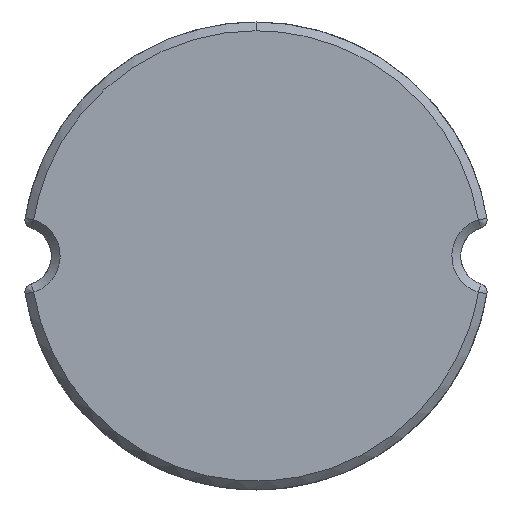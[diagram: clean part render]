
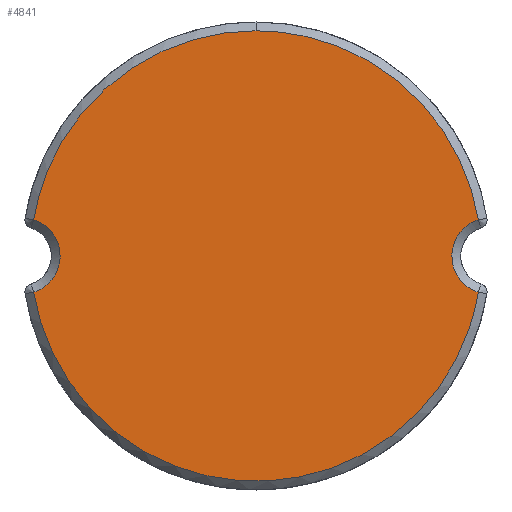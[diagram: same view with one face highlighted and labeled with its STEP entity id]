
A CAD part, front view. The second image highlights one B-rep face of the part: STEP entity #4841.
In plain terms, the highlighted free-form (B-spline) face has degree [1, 1] with [2, 2] control points.
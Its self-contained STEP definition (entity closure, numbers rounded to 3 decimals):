
#3635 = EDGE_CURVE('',#3636,#3638,#3640,.T.);
#3636 = VERTEX_POINT('',#3637);
#3637 = CARTESIAN_POINT('',(0.,-5.031,5.534));
#3638 = VERTEX_POINT('',#3639);
#3639 = CARTESIAN_POINT('',(-5.461,-5.031,
    0.891));
#3640 = ( BOUNDED_CURVE() B_SPLINE_CURVE(2,(#3641,#3642,#3643),
.UNSPECIFIED.,.F.,.F.) B_SPLINE_CURVE_WITH_KNOTS((3,3),(0.,
1.409),.PIECEWISE_BEZIER_KNOTS.) CURVE() 
GEOMETRIC_REPRESENTATION_ITEM() RATIONAL_B_SPLINE_CURVE((1.,
0.762,1.)) REPRESENTATION_ITEM('') );
#3641 = CARTESIAN_POINT('',(0.,-5.031,5.534));
#3642 = CARTESIAN_POINT('',(-4.704,-5.031,
    5.534));
#3643 = CARTESIAN_POINT('',(-5.461,-5.031,
    0.891));
#4841 = ADVANCED_FACE('',(#4842),#4877,.F.);
#4842 = FACE_BOUND('',#4843,.T.);
#4843 = EDGE_LOOP('',(#4844,#4852,#4862,#4870,#4876));
#4844 = ORIENTED_EDGE('',*,*,#4845,.T.);
#4845 = EDGE_CURVE('',#3638,#4846,#4848,.T.);
#4846 = VERTEX_POINT('',#4847);
#4847 = CARTESIAN_POINT('',(-5.461,-5.031,
    -0.891));
#4848 = ( BOUNDED_CURVE() B_SPLINE_CURVE(2,(#4849,#4850,#4851),
.UNSPECIFIED.,.F.,.F.) B_SPLINE_CURVE_WITH_KNOTS((3,3),(0.312,
2.829),.PIECEWISE_BEZIER_KNOTS.) CURVE() 
GEOMETRIC_REPRESENTATION_ITEM() RATIONAL_B_SPLINE_CURVE((1.,
0.307,1.)) REPRESENTATION_ITEM('') );
#4849 = CARTESIAN_POINT('',(-5.461,-5.031,
    0.891));
#4850 = CARTESIAN_POINT('',(-2.701,-5.031,
    0.));
#4851 = CARTESIAN_POINT('',(-5.461,-5.031,
    -0.891));
#4852 = ORIENTED_EDGE('',*,*,#4853,.T.);
#4853 = EDGE_CURVE('',#4846,#4854,#4856,.T.);
#4854 = VERTEX_POINT('',#4855);
#4855 = CARTESIAN_POINT('',(5.461,-5.031,
    -0.891));
#4856 = ( BOUNDED_CURVE() B_SPLINE_CURVE(2,(#4857,#4858,#4859,#4860,
#4861),.UNSPECIFIED.,.F.,.F.) B_SPLINE_CURVE_WITH_KNOTS((3,2,3),(
    1.733,3.142,4.551),
.PIECEWISE_BEZIER_KNOTS.) CURVE() GEOMETRIC_REPRESENTATION_ITEM() 
RATIONAL_B_SPLINE_CURVE((1.,0.762,1.,0.762,1.)) 
REPRESENTATION_ITEM('') );
#4857 = CARTESIAN_POINT('',(-5.461,-5.031,
    -0.891));
#4858 = CARTESIAN_POINT('',(-4.704,-5.031,
    -5.534));
#4859 = CARTESIAN_POINT('',(0.,-5.031,
    -5.534));
#4860 = CARTESIAN_POINT('',(4.704,-5.031,
    -5.534));
#4861 = CARTESIAN_POINT('',(5.461,-5.031,
    -0.891));
#4862 = ORIENTED_EDGE('',*,*,#4863,.T.);
#4863 = EDGE_CURVE('',#4854,#4864,#4866,.T.);
#4864 = VERTEX_POINT('',#4865);
#4865 = CARTESIAN_POINT('',(5.461,-5.031,
    0.891));
#4866 = ( BOUNDED_CURVE() B_SPLINE_CURVE(2,(#4867,#4868,#4869),
.UNSPECIFIED.,.F.,.F.) B_SPLINE_CURVE_WITH_KNOTS((3,3),(3.454,
5.971),.PIECEWISE_BEZIER_KNOTS.) CURVE() 
GEOMETRIC_REPRESENTATION_ITEM() RATIONAL_B_SPLINE_CURVE((1.,
0.307,1.)) REPRESENTATION_ITEM('') );
#4867 = CARTESIAN_POINT('',(5.461,-5.031,
    -0.891));
#4868 = CARTESIAN_POINT('',(2.701,-5.031,
    0.));
#4869 = CARTESIAN_POINT('',(5.461,-5.031,
    0.891));
#4870 = ORIENTED_EDGE('',*,*,#4871,.T.);
#4871 = EDGE_CURVE('',#4864,#3636,#4872,.T.);
#4872 = ( BOUNDED_CURVE() B_SPLINE_CURVE(2,(#4873,#4874,#4875),
.UNSPECIFIED.,.F.,.F.) B_SPLINE_CURVE_WITH_KNOTS((3,3),(4.874,
6.283),.PIECEWISE_BEZIER_KNOTS.) CURVE() 
GEOMETRIC_REPRESENTATION_ITEM() RATIONAL_B_SPLINE_CURVE((1.,
0.762,1.)) REPRESENTATION_ITEM('') );
#4873 = CARTESIAN_POINT('',(5.461,-5.031,
    0.891));
#4874 = CARTESIAN_POINT('',(4.704,-5.031,
    5.534));
#4875 = CARTESIAN_POINT('',(0.,-5.031,
    5.534));
#4876 = ORIENTED_EDGE('',*,*,#3635,.T.);
#4877 = B_SPLINE_SURFACE_WITH_KNOTS('',1,1,(
    (#4878,#4879)
    ,(#4880,#4881
    )),.UNSPECIFIED.,.F.,.F.,.F.,(2,2),(2,2),(-3.54,
    4.16),(-5.7,1.9),
  .PIECEWISE_BEZIER_KNOTS.);
#4878 = CARTESIAN_POINT('',(-5.461,-5.031,
    -5.534));
#4879 = CARTESIAN_POINT('',(5.461,-5.031,
    -5.534));
#4880 = CARTESIAN_POINT('',(-5.461,-5.031,
    5.534));
#4881 = CARTESIAN_POINT('',(5.461,-5.031,
    5.534));
